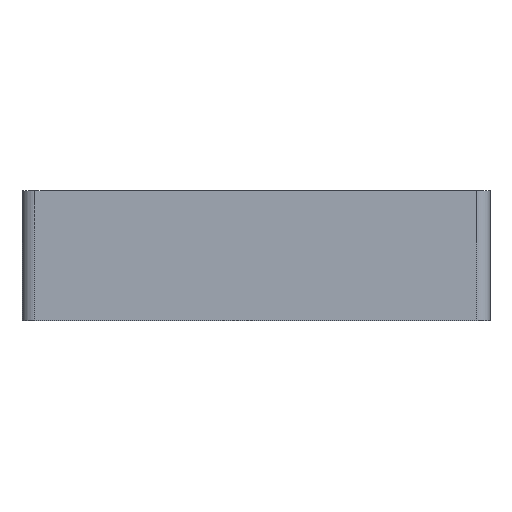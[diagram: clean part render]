
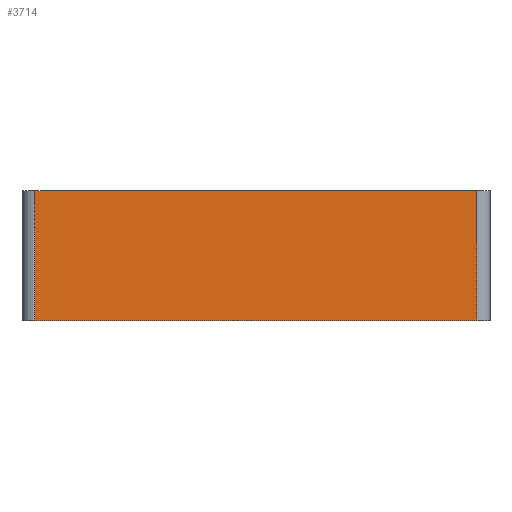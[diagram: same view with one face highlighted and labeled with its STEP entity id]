
A CAD part, front view. The second image highlights one B-rep face of the part: STEP entity #3714.
In plain terms, the highlighted planar face has unit normal (0, -1, 0).
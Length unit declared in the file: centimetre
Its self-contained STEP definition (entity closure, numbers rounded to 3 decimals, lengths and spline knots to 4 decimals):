
#96=PLANE($,#3928);
#265=FACE_OUTER_BOUND($,#461,.T.);
#461=EDGE_LOOP($,(#2650,#2651,#2652,#2653));
#693=LINE($,#5134,#1167);
#711=LINE($,#5171,#1185);
#720=LINE($,#5201,#1194);
#721=LINE($,#5204,#1195);
#1167=VECTOR($,#4166,2.);
#1185=VECTOR($,#4188,6.8);
#1194=VECTOR($,#4219,2.);
#1195=VECTOR($,#4224,6.8);
#1691=VERTEX_POINT($,#5127);
#1694=VERTEX_POINT($,#5132);
#1711=VERTEX_POINT($,#5170);
#1721=VERTEX_POINT($,#5200);
#2060=EDGE_CURVE($,#1694,#1691,#693,.T.);
#2078=EDGE_CURVE($,#1691,#1711,#711,.F.);
#2093=EDGE_CURVE($,#1711,#1721,#720,.T.);
#2095=EDGE_CURVE($,#1721,#1694,#721,.T.);
#2650=ORIENTED_EDGE($,*,*,#2060,.F.);
#2651=ORIENTED_EDGE($,*,*,#2095,.F.);
#2652=ORIENTED_EDGE($,*,*,#2093,.F.);
#2653=ORIENTED_EDGE($,*,*,#2078,.F.);
#3714=ADVANCED_FACE($,(#265),#96,.F.);
#3928=AXIS2_PLACEMENT_3D($,#5203,#4222,#4223);
#4166=DIRECTION($,(0.,0.,-1.));
#4188=DIRECTION($,(1.,0.,0.));
#4219=DIRECTION($,(0.,0.,1.));
#4222=DIRECTION('center_axis',(0.,1.,0.));
#4223=DIRECTION('ref_axis',(0.,0.,1.));
#4224=DIRECTION($,(1.,0.,0.));
#5127=CARTESIAN_POINT('',(-2.4491,11.7498,0.));
#5132=CARTESIAN_POINT('',(-2.4491,11.7498,2.));
#5134=CARTESIAN_POINT($,(-2.4491,11.7498,1.));
#5170=CARTESIAN_POINT('',(-9.2491,11.7498,0.));
#5171=CARTESIAN_POINT($,(-5.4491,11.7498,0.));
#5200=CARTESIAN_POINT('',(-9.2491,11.7498,2.));
#5201=CARTESIAN_POINT($,(-9.2491,11.7498,1.));
#5203=CARTESIAN_POINT('Origin',(-5.4491,11.7498,1.));
#5204=CARTESIAN_POINT($,(-5.4491,11.7498,2.));
